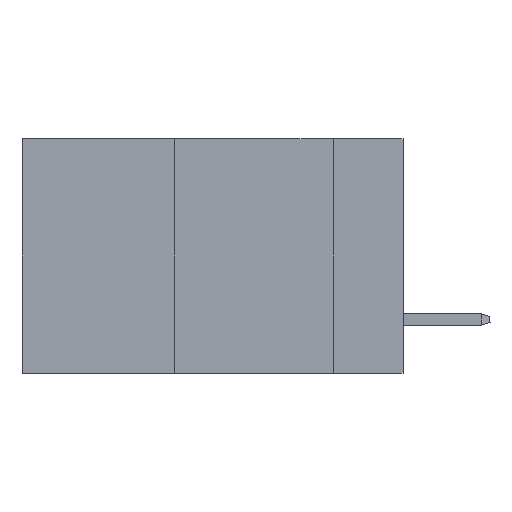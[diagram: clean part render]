
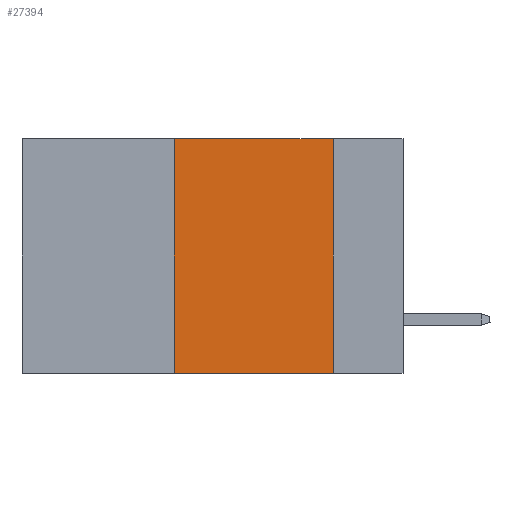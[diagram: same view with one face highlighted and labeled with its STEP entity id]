
A CAD part, left-side view. The second image highlights one B-rep face of the part: STEP entity #27394.
In plain terms, the highlighted planar face has unit normal (-1, 0, 0).
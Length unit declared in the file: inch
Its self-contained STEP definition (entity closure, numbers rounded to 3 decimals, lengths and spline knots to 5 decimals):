
#2302 = LINE ( 'NONE', #5051, #9042 ) ;
#3172 = VERTEX_POINT ( 'NONE', #13587 ) ;
#3356 = EDGE_CURVE ( 'NONE', #25232, #17644, #9823, .T. ) ;
#5051 = CARTESIAN_POINT ( 'NONE',  ( 0., 0.36, 0. ) ) ;
#6343 = CARTESIAN_POINT ( 'NONE',  ( 0., 0.6, 0. ) ) ;
#7580 = DIRECTION ( 'NONE',  ( 0., 0., -1. ) ) ;
#8679 = CARTESIAN_POINT ( 'NONE',  ( 0., 0.6, -0.37 ) ) ;
#9042 = VECTOR ( 'NONE', #9754, 39.37008 ) ;
#9754 = DIRECTION ( 'NONE',  ( 0., 0., 1. ) ) ;
#9823 = LINE ( 'NONE', #6343, #23701 ) ;
#10214 = ORIENTED_EDGE ( 'NONE', *, *, #15677, .T. ) ;
#10722 = CARTESIAN_POINT ( 'NONE',  ( 0., 0.36, 0. ) ) ;
#10858 = DIRECTION ( 'NONE',  ( 0., 0., -1. ) ) ;
#10948 = VERTEX_POINT ( 'NONE', #19781 ) ;
#13587 = CARTESIAN_POINT ( 'NONE',  ( 0., 0.36, -0.37 ) ) ;
#14277 = CARTESIAN_POINT ( 'NONE',  ( 0., 0.11, 0. ) ) ;
#15677 = EDGE_CURVE ( 'NONE', #3172, #10948, #42495, .T. ) ;
#16338 = EDGE_CURVE ( 'NONE', #17644, #10948, #29934, .T. ) ;
#17644 = VERTEX_POINT ( 'NONE', #22591 ) ;
#19781 = CARTESIAN_POINT ( 'NONE',  ( 0., 0.11, -0.37 ) ) ;
#21464 = DIRECTION ( 'NONE',  ( 0., -1., 0. ) ) ;
#22174 = EDGE_CURVE ( 'NONE', #3172, #25232, #2302, .T. ) ;
#22591 = CARTESIAN_POINT ( 'NONE',  ( 0., 0.11, 0. ) ) ;
#23701 = VECTOR ( 'NONE', #21464, 39.37008 ) ;
#25232 = VERTEX_POINT ( 'NONE', #10722 ) ;
#26168 = VECTOR ( 'NONE', #7580, 39.37008 ) ;
#27394 = ADVANCED_FACE ( 'NONE', ( #36977 ), #33229, .F. ) ;
#28751 = ORIENTED_EDGE ( 'NONE', *, *, #22174, .F. ) ;
#29490 = CARTESIAN_POINT ( 'NONE',  ( 0., 0.6, 0. ) ) ;
#29934 = LINE ( 'NONE', #14277, #26168 ) ;
#30110 = VECTOR ( 'NONE', #35018, 39.37008 ) ;
#30319 = ORIENTED_EDGE ( 'NONE', *, *, #16338, .F. ) ;
#33229 = PLANE ( 'NONE',  #45278 ) ;
#34420 = ORIENTED_EDGE ( 'NONE', *, *, #3356, .F. ) ;
#35018 = DIRECTION ( 'NONE',  ( 0., -1., 0. ) ) ;
#36977 = FACE_OUTER_BOUND ( 'NONE', #46247, .T. ) ;
#42495 = LINE ( 'NONE', #8679, #30110 ) ;
#45278 = AXIS2_PLACEMENT_3D ( 'NONE', #29490, #48408, #10858 ) ;
#46247 = EDGE_LOOP ( 'NONE', ( #30319, #34420, #28751, #10214 ) ) ;
#48408 = DIRECTION ( 'NONE',  ( 1., 0., 0. ) ) ;
